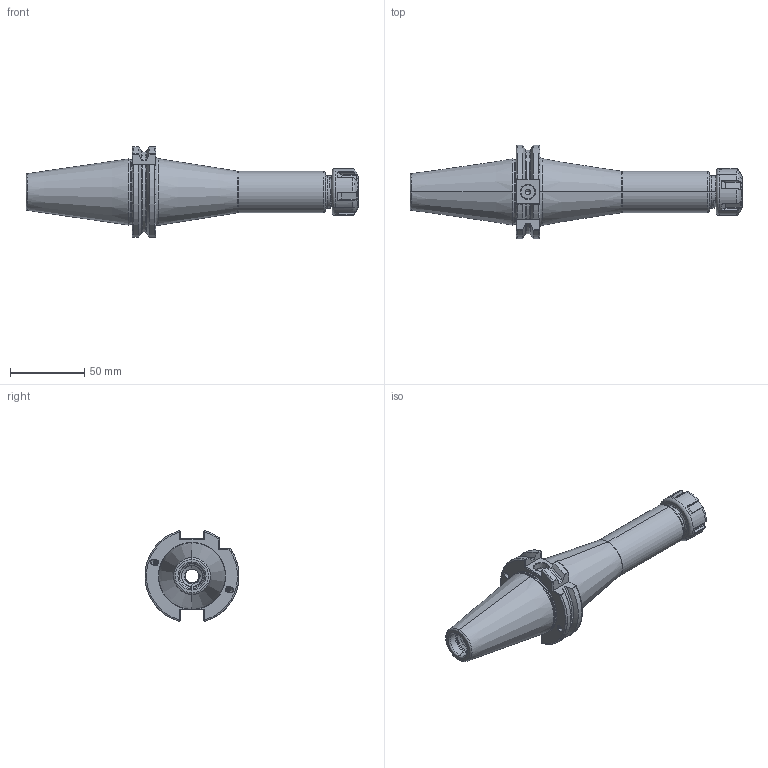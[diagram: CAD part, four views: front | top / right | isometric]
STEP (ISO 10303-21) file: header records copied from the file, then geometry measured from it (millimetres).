
FILE_DESCRIPTION (( 'STEP AP203' ), '1' );
FILE_NAME ('403.02.10.2.STEP', '2016-07-16T03:16:03', ( '' ), ( '' ), 'SwSTEP 2.0', 'SolidWorks 2012', '' );
FILE_SCHEMA (( 'CONFIG_CONTROL_DESIGN' ));
Length unit declared in the file: millimetre
Products named in the file (3): 403.02.10.2; 2-01.100.0160180C7_ER16螺帽(六溝)
Assembly tree (2 placements, depth 2):
  403.02.10.2
    403.02.10.2
    2-01.100.0160180C7_ER16螺帽(六溝)
Bounding box: 223.87 x 63.33 x 61.24 mm (x, y, z)
Volume: 189046.1 mm3; surface area: 45034.9 mm2
Topology: 2 solids, 2 shells, 486 faces, 1253 edges, 766 vertices
Faces by surface type: cylinder 200, bspline 89, plane 88, torus 65, cone 44
Entity records: 31297 total; most frequent: CARTESIAN_POINT 20983, ORIENTED_EDGE 2486, DIRECTION 1613, EDGE_CURVE 1243, VERTEX_POINT 766, AXIS2_PLACEMENT_3D 628, EDGE_LOOP 499, ADVANCED_FACE 486
